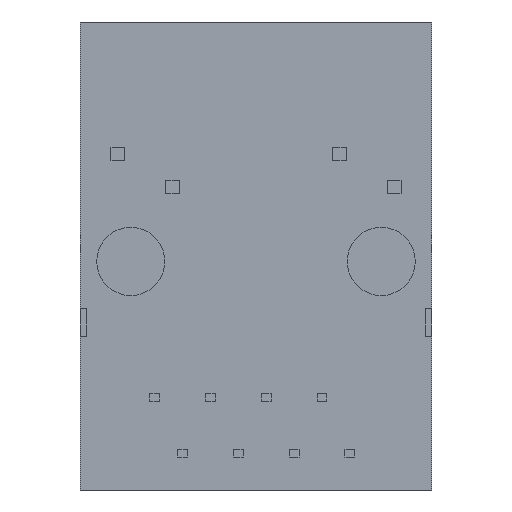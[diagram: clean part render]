
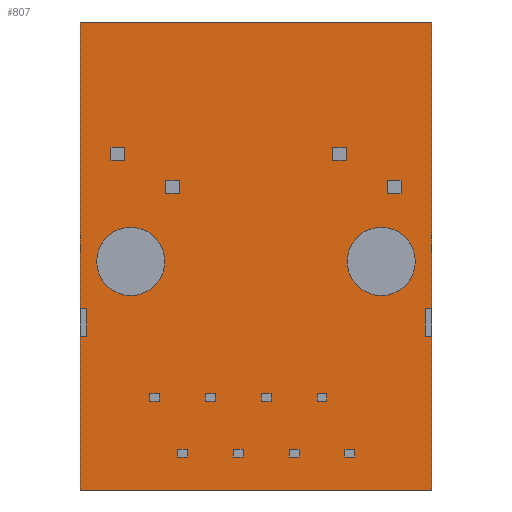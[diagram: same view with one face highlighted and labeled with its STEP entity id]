
A CAD part, front view. The second image highlights one B-rep face of the part: STEP entity #807.
In plain terms, the highlighted planar face has unit normal (0, -1, 0).
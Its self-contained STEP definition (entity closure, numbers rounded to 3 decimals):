
#41 = VECTOR ( 'NONE', #1556, 1000. ) ;
#113 = EDGE_CURVE ( 'NONE', #2105, #129, #1217, .T. ) ;
#129 = VERTEX_POINT ( 'NONE', #930 ) ;
#157 = CARTESIAN_POINT ( 'NONE',  ( 0., -10.5, -21.3 ) ) ;
#178 = ORIENTED_EDGE ( 'NONE', *, *, #970, .T. ) ;
#271 = CARTESIAN_POINT ( 'NONE',  ( 0., -10.5, 0. ) ) ;
#296 = VECTOR ( 'NONE', #879, 1000. ) ;
#321 = CARTESIAN_POINT ( 'NONE',  ( -8., -10.5, 0. ) ) ;
#363 = VECTOR ( 'NONE', #1859, 1000. ) ;
#511 = ORIENTED_EDGE ( 'NONE', *, *, #2242, .F. ) ;
#665 = CARTESIAN_POINT ( 'NONE',  ( 8., -10.5, 0. ) ) ;
#685 = VECTOR ( 'NONE', #1709, 1000. ) ;
#792 = ORIENTED_EDGE ( 'NONE', *, *, #113, .F. ) ;
#807 = ADVANCED_FACE ( 'NONE', ( #972 ), #1569, .T. ) ;
#879 = DIRECTION ( 'NONE',  ( 0., 0., -1. ) ) ;
#930 = CARTESIAN_POINT ( 'NONE',  ( -8., -10.5, 0. ) ) ;
#970 = EDGE_CURVE ( 'NONE', #2105, #2375, #1099, .T. ) ;
#972 = FACE_OUTER_BOUND ( 'NONE', #1323, .T. ) ;
#1041 = ORIENTED_EDGE ( 'NONE', *, *, #2210, .F. ) ;
#1099 = LINE ( 'NONE', #157, #41 ) ;
#1165 = DIRECTION ( 'NONE',  ( 0., -1., 0. ) ) ;
#1170 = AXIS2_PLACEMENT_3D ( 'NONE', #2363, #1165, #2556 ) ;
#1217 = LINE ( 'NONE', #321, #685 ) ;
#1323 = EDGE_LOOP ( 'NONE', ( #1041, #792, #178, #511 ) ) ;
#1556 = DIRECTION ( 'NONE',  ( 1., 0., 0. ) ) ;
#1569 = PLANE ( 'NONE',  #1170 ) ;
#1666 = CARTESIAN_POINT ( 'NONE',  ( 8., -10.5, 0. ) ) ;
#1709 = DIRECTION ( 'NONE',  ( 0., 0., 1. ) ) ;
#1859 = DIRECTION ( 'NONE',  ( 1., 0., 0. ) ) ;
#1888 = LINE ( 'NONE', #271, #363 ) ;
#1897 = CARTESIAN_POINT ( 'NONE',  ( 8., -10.5, -21.3 ) ) ;
#2021 = CARTESIAN_POINT ( 'NONE',  ( -8., -10.5, -21.3 ) ) ;
#2105 = VERTEX_POINT ( 'NONE', #2021 ) ;
#2210 = EDGE_CURVE ( 'NONE', #129, #2217, #1888, .T. ) ;
#2217 = VERTEX_POINT ( 'NONE', #665 ) ;
#2242 = EDGE_CURVE ( 'NONE', #2217, #2375, #2418, .T. ) ;
#2363 = CARTESIAN_POINT ( 'NONE',  ( -8., -10.5, 0. ) ) ;
#2375 = VERTEX_POINT ( 'NONE', #1897 ) ;
#2418 = LINE ( 'NONE', #1666, #296 ) ;
#2556 = DIRECTION ( 'NONE',  ( 0., 0., -1. ) ) ;
